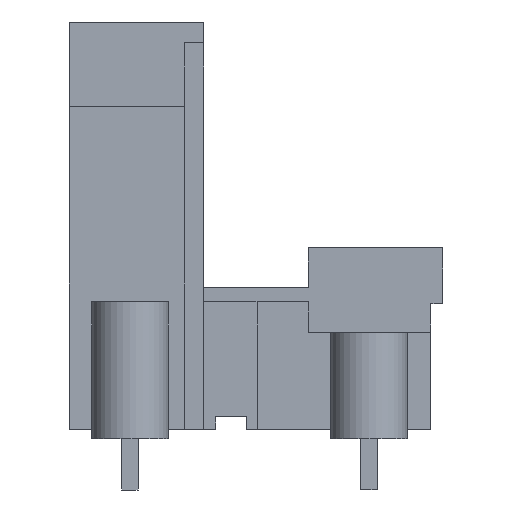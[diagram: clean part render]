
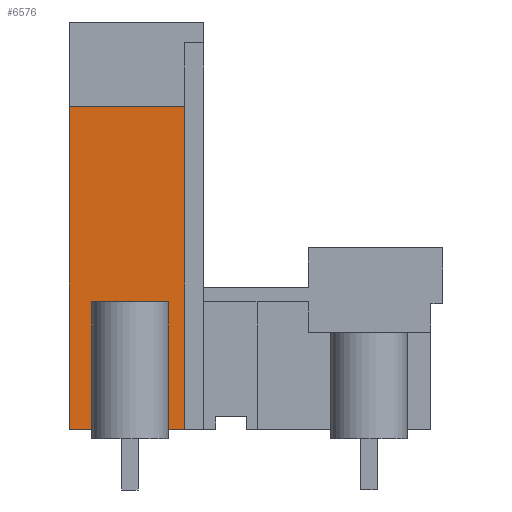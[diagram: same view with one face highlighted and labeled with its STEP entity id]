
A CAD part, left-side view. The second image highlights one B-rep face of the part: STEP entity #6576.
In plain terms, the highlighted planar face has unit normal (-1, 0, 0).
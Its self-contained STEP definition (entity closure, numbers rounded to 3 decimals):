
#6531=AXIS2_PLACEMENT_3D('Plane Axis2P3D',#6528,#6529,#6530) ;
#1731=CARTESIAN_POINT('Line Origine',(3.761,23.43,13.93)) ;
#1735=CARTESIAN_POINT('Vertex',(3.761,23.43,3.8)) ;
#1737=CARTESIAN_POINT('Vertex',(3.761,23.43,24.06)) ;
#1984=CARTESIAN_POINT('Line Origine',(3.761,19.815,24.06)) ;
#1988=CARTESIAN_POINT('Vertex',(3.76,16.2,24.06)) ;
#2023=CARTESIAN_POINT('Line Origine',(3.76,16.2,13.93)) ;
#2027=CARTESIAN_POINT('Vertex',(3.76,16.2,3.8)) ;
#6528=CARTESIAN_POINT('Axis2P3D Location',(3.761,23.43,3.2)) ;
#6533=CARTESIAN_POINT('Line Origine',(3.761,22.73,3.8)) ;
#6537=CARTESIAN_POINT('Vertex',(3.761,22.03,3.8)) ;
#6540=CARTESIAN_POINT('Line Origine',(3.761,22.03,7.8)) ;
#6544=CARTESIAN_POINT('Vertex',(3.761,22.03,11.8)) ;
#6547=CARTESIAN_POINT('Line Origine',(3.761,19.63,11.8)) ;
#6551=CARTESIAN_POINT('Vertex',(3.761,17.23,11.8)) ;
#6554=CARTESIAN_POINT('Line Origine',(3.761,17.23,7.8)) ;
#6558=CARTESIAN_POINT('Vertex',(3.761,17.23,3.8)) ;
#6561=CARTESIAN_POINT('Line Origine',(3.761,16.715,3.8)) ;
#1732=DIRECTION('Vector Direction',(0.,0.,1.)) ;
#1985=DIRECTION('Vector Direction',(0.,-1.,0.)) ;
#2024=DIRECTION('Vector Direction',(0.,0.,1.)) ;
#6529=DIRECTION('Axis2P3D Direction',(-1.,0.,0.)) ;
#6530=DIRECTION('Axis2P3D XDirection',(0.,-1.,0.)) ;
#6534=DIRECTION('Vector Direction',(0.,-1.,0.)) ;
#6541=DIRECTION('Vector Direction',(0.,0.,1.)) ;
#6548=DIRECTION('Vector Direction',(0.,-1.,0.)) ;
#6555=DIRECTION('Vector Direction',(0.,0.,1.)) ;
#6562=DIRECTION('Vector Direction',(0.,-1.,0.)) ;
#1733=VECTOR('Line Direction',#1732,1.) ;
#1986=VECTOR('Line Direction',#1985,1.) ;
#2025=VECTOR('Line Direction',#2024,1.) ;
#6535=VECTOR('Line Direction',#6534,1.) ;
#6542=VECTOR('Line Direction',#6541,1.) ;
#6549=VECTOR('Line Direction',#6548,1.) ;
#6556=VECTOR('Line Direction',#6555,1.) ;
#6563=VECTOR('Line Direction',#6562,1.) ;
#6567=ORIENTED_EDGE('',*,*,#2029,.T.) ;
#6568=ORIENTED_EDGE('',*,*,#1990,.F.) ;
#6569=ORIENTED_EDGE('',*,*,#1739,.F.) ;
#6570=ORIENTED_EDGE('',*,*,#6539,.T.) ;
#6571=ORIENTED_EDGE('',*,*,#6546,.T.) ;
#6572=ORIENTED_EDGE('',*,*,#6553,.T.) ;
#6573=ORIENTED_EDGE('',*,*,#6560,.F.) ;
#6574=ORIENTED_EDGE('',*,*,#6565,.T.) ;
#6576=ADVANCED_FACE('HOUSING',(#6575),#6532,.T.) ;
#1739=EDGE_CURVE('',#1736,#1738,#1734,.T.) ;
#1990=EDGE_CURVE('',#1738,#1989,#1987,.T.) ;
#2029=EDGE_CURVE('',#2028,#1989,#2026,.T.) ;
#6539=EDGE_CURVE('',#1736,#6538,#6536,.T.) ;
#6546=EDGE_CURVE('',#6538,#6545,#6543,.T.) ;
#6553=EDGE_CURVE('',#6545,#6552,#6550,.T.) ;
#6560=EDGE_CURVE('',#6559,#6552,#6557,.T.) ;
#6565=EDGE_CURVE('',#6559,#2028,#6564,.T.) ;
#6566=EDGE_LOOP('',(#6567,#6568,#6569,#6570,#6571,#6572,#6573,#6574)) ;
#6575=FACE_OUTER_BOUND('',#6566,.T.) ;
#1734=LINE('Line',#1731,#1733) ;
#1987=LINE('Line',#1984,#1986) ;
#2026=LINE('Line',#2023,#2025) ;
#6536=LINE('Line',#6533,#6535) ;
#6543=LINE('Line',#6540,#6542) ;
#6550=LINE('Line',#6547,#6549) ;
#6557=LINE('Line',#6554,#6556) ;
#6564=LINE('Line',#6561,#6563) ;
#6532=PLANE('',#6531) ;
#1736=VERTEX_POINT('',#1735) ;
#1738=VERTEX_POINT('',#1737) ;
#1989=VERTEX_POINT('',#1988) ;
#2028=VERTEX_POINT('',#2027) ;
#6538=VERTEX_POINT('',#6537) ;
#6545=VERTEX_POINT('',#6544) ;
#6552=VERTEX_POINT('',#6551) ;
#6559=VERTEX_POINT('',#6558) ;
